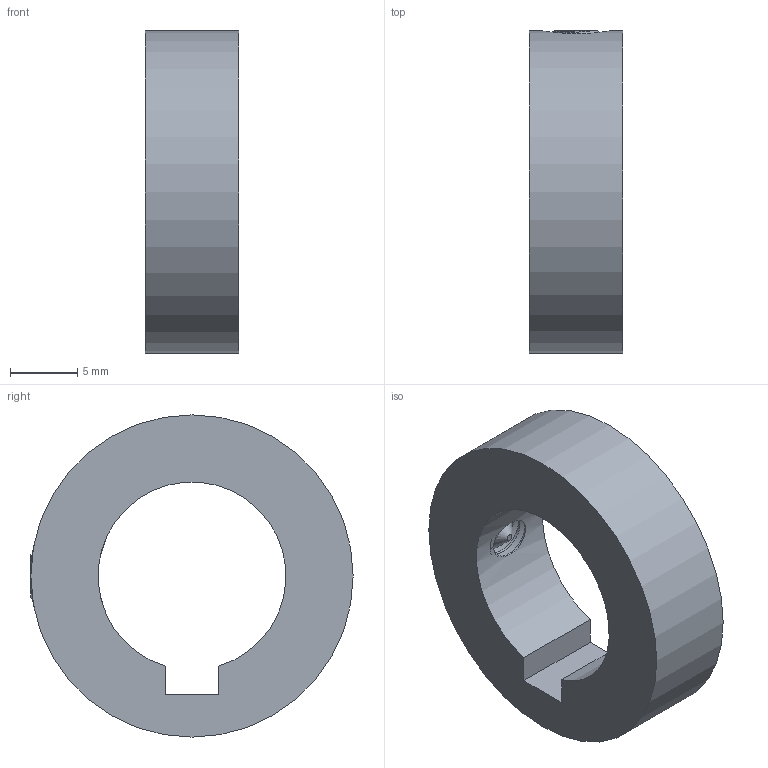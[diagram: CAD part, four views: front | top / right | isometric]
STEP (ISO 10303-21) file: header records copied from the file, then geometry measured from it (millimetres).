
FILE_DESCRIPTION(/* description */ (''),/* implementation_level */ '2;1');
FILE_NAME(/* name */ 'Stellring.step',/* time_stamp */ '2023-08-14T10:22:12+02:00',/* author */ (''),/* organization */ (''),/* preprocessor_version */ 'ST-DEVELOPER v19.2',/* originating_system */ 'Autodesk Translation Framework v12.6.0.85',/* authorisation */ '');
FILE_SCHEMA (('AUTOMOTIVE_DESIGN { 1 0 10303 214 3 1 1 }'));
Length unit declared in the file: millimetre
Products named in the file (2): Stellring; M4x5 - DIN 914 - 91217A110
Assembly tree (1 placements, depth 2):
  Stellring
    M4x5 - DIN 914 - 91217A110
Bounding box: 7 x 24 x 24 mm (x, y, z)
Volume: 2016.7 mm3; surface area: 1616.2 mm2
Topology: 2 solids, 2 shells, 61 faces, 147 edges, 90 vertices
Faces by surface type: plane 22, cylinder 21, cone 13, bspline 5
Full cylindrical faces by diameter (mm): 3.332 x3, 4 x3, 4.109 x2, 24 x1
Entity records: 3911 total; most frequent: CARTESIAN_POINT 2561, ORIENTED_EDGE 294, DIRECTION 233, EDGE_CURVE 147, AXIS2_PLACEMENT_3D 91, VERTEX_POINT 90, EDGE_LOOP 66, FACE_OUTER_BOUND 61
